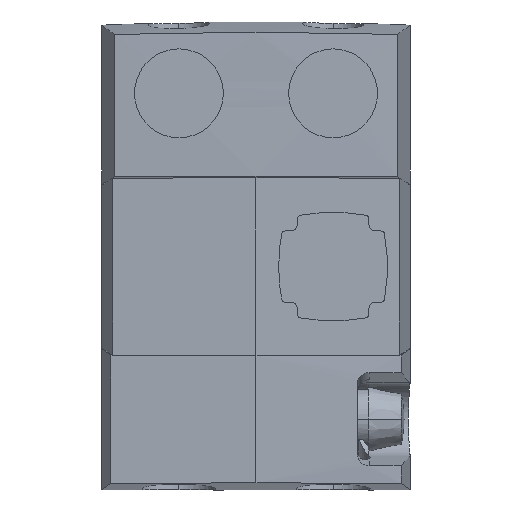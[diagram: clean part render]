
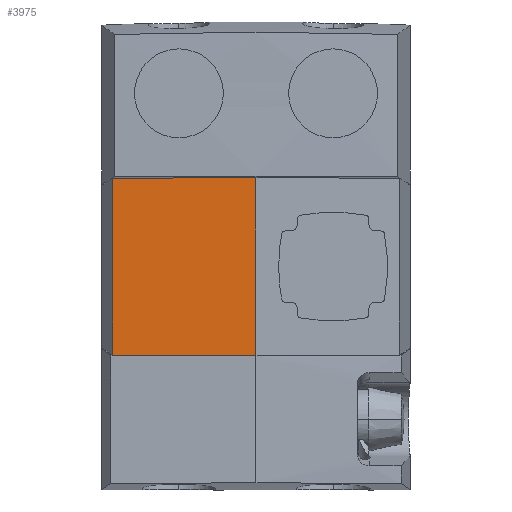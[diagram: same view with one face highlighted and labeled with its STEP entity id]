
A CAD part, top view. The second image highlights one B-rep face of the part: STEP entity #3975.
In plain terms, the highlighted cylindrical face has radius 2500 mm (diameter 5000 mm), a partial arc.
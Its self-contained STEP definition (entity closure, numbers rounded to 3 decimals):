
#195 = LINE ( 'NONE', #854, #917 ) ;
#390 = CARTESIAN_POINT ( 'NONE',  ( -116.333, 71.751, 89.474 ) ) ;
#403 = AXIS2_PLACEMENT_3D ( 'NONE', #2495, #2459, #4171 ) ;
#854 = CARTESIAN_POINT ( 'NONE',  ( -116.333, -80., 89.474 ) ) ;
#886 = VERTEX_POINT ( 'NONE', #6394 ) ;
#887 = EDGE_CURVE ( 'NONE', #886, #6704, #1043, .T. ) ;
#917 = VECTOR ( 'NONE', #2555, 1000. ) ;
#990 = EDGE_CURVE ( 'NONE', #886, #2653, #4793, .T. ) ;
#1019 = CARTESIAN_POINT ( 'NONE',  ( -116.333, -71.751, 89.474 ) ) ;
#1043 = B_SPLINE_CURVE_WITH_KNOTS ( 'NONE', 3,
 ( #5732, #7455, #3220, #6279, #1019 ),
 .UNSPECIFIED., .F., .F.,
 ( 4, 1, 4 ),
 ( 9.558, 9.616, 9.674 ),
 .UNSPECIFIED. ) ;
#1131 = CARTESIAN_POINT ( 'NONE',  ( 0., 72.116, 92.182 ) ) ;
#1375 = ORIENTED_EDGE ( 'NONE', *, *, #887, .F. ) ;
#1649 = CARTESIAN_POINT ( 'NONE',  ( -116.333, 71.751, 89.474 ) ) ;
#1657 = EDGE_CURVE ( 'NONE', #5557, #2653, #4565, .T. ) ;
#1767 = EDGE_LOOP ( 'NONE', ( #1375, #7687, #7446, #2739 ) ) ;
#2242 = CARTESIAN_POINT ( 'NONE',  ( 0., 72.116, 92.182 ) ) ;
#2459 = DIRECTION ( 'NONE',  ( 0., 1., 0. ) ) ;
#2495 = CARTESIAN_POINT ( 'NONE',  ( 0., -80., -2407.818 ) ) ;
#2555 = DIRECTION ( 'NONE',  ( 0., 1., 0. ) ) ;
#2653 = VERTEX_POINT ( 'NONE', #2242 ) ;
#2739 = ORIENTED_EDGE ( 'NONE', *, *, #5425, .F. ) ;
#3067 = CYLINDRICAL_SURFACE ( 'NONE', #403, 2500. ) ;
#3220 = CARTESIAN_POINT ( 'NONE',  ( -58.233, -72.055, 91.729 ) ) ;
#3975 = ADVANCED_FACE ( 'NONE', ( #6664 ), #3067, .T. ) ;
#4171 = DIRECTION ( 'NONE',  ( 0., 0., 1. ) ) ;
#4565 = B_SPLINE_CURVE_WITH_KNOTS ( 'NONE', 3,
 ( #1649, #7071, #7106, #1131 ),
 .UNSPECIFIED., .F., .F.,
 ( 4, 4 ),
 ( 0.014, 0.13 ),
 .UNSPECIFIED. ) ;
#4793 = LINE ( 'NONE', #6892, #5108 ) ;
#4827 = DIRECTION ( 'NONE',  ( 0., 1., 0. ) ) ;
#5108 = VECTOR ( 'NONE', #4827, 1000. ) ;
#5425 = EDGE_CURVE ( 'NONE', #6704, #5557, #195, .T. ) ;
#5557 = VERTEX_POINT ( 'NONE', #390 ) ;
#5732 = CARTESIAN_POINT ( 'NONE',  ( 0., -72.116, 92.182 ) ) ;
#5752 = CARTESIAN_POINT ( 'NONE',  ( -116.333, -71.751, 89.474 ) ) ;
#6279 = CARTESIAN_POINT ( 'NONE',  ( -96.977, -71.872, 90.376 ) ) ;
#6394 = CARTESIAN_POINT ( 'NONE',  ( 0., -72.116, 92.182 ) ) ;
#6664 = FACE_OUTER_BOUND ( 'NONE', #1767, .T. ) ;
#6704 = VERTEX_POINT ( 'NONE', #5752 ) ;
#6892 = CARTESIAN_POINT ( 'NONE',  ( 0., -80., 92.182 ) ) ;
#7071 = CARTESIAN_POINT ( 'NONE',  ( -77.555, 71.994, 91.28 ) ) ;
#7106 = CARTESIAN_POINT ( 'NONE',  ( -38.778, 72.116, 92.182 ) ) ;
#7446 = ORIENTED_EDGE ( 'NONE', *, *, #1657, .F. ) ;
#7455 = CARTESIAN_POINT ( 'NONE',  ( -19.422, -72.116, 92.182 ) ) ;
#7687 = ORIENTED_EDGE ( 'NONE', *, *, #990, .T. ) ;
